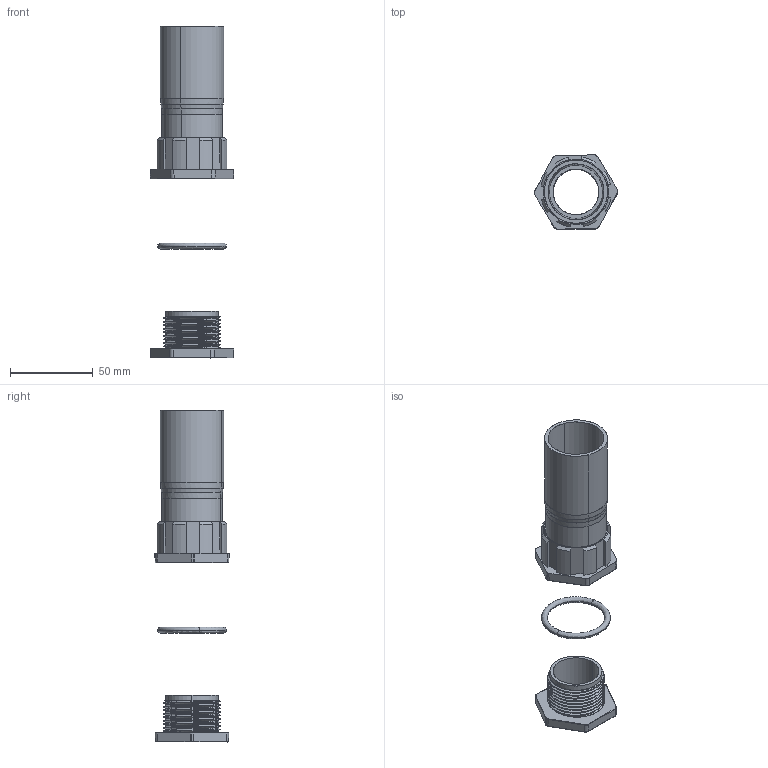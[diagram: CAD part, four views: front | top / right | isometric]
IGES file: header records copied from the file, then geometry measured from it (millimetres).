
Start section: SolidWorks IGES file using analytic representation for surfaces
Global section: file name: NUS-3.IGS; native system: SolidWorks 2013; preprocessor: SolidWorks 2013; author: user; date: 140730.112937; units: inch
Bounding box: 50.48 x 44.9 x 200.4 mm (x, y, z)
Surface area: 38421.5 mm2 (no closed solid volume)
Topology: 0 solids, 0 shells, 254 faces, 4949 edges, 4947 vertices
Faces by surface type: revolution 164, bspline 90
